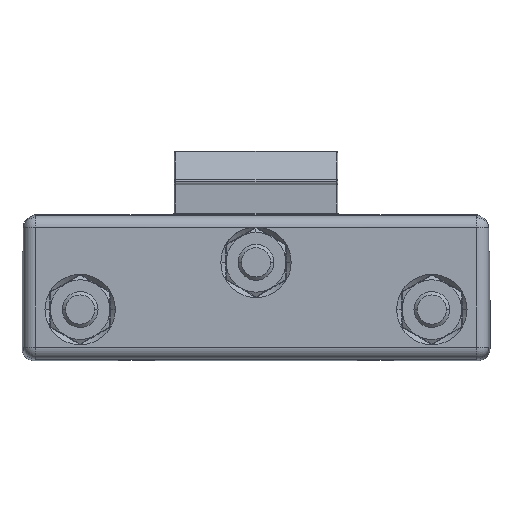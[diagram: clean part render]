
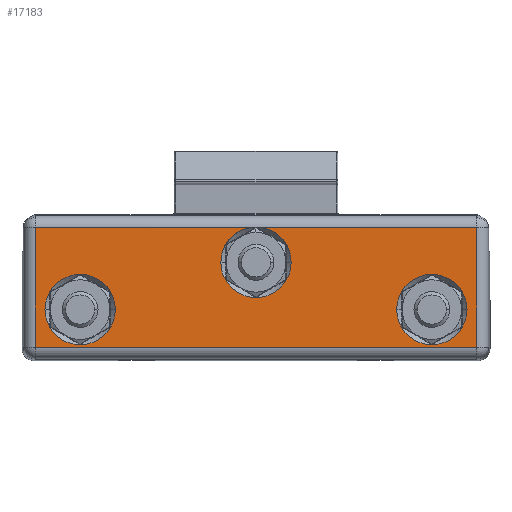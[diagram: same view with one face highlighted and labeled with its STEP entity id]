
A CAD part, top view. The second image highlights one B-rep face of the part: STEP entity #17183.
In plain terms, the highlighted planar face has unit normal (0, 0, 1).
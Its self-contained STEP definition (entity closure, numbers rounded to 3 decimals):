
#493 = CARTESIAN_POINT ( 'NONE',  ( -29.5, -3.714, 15.5 ) ) ;
#558 = AXIS2_PLACEMENT_3D ( 'NONE', #26398, #2081, #32387 ) ;
#889 = EDGE_LOOP ( 'NONE', ( #32864, #38685 ) ) ;
#944 = DIRECTION ( 'NONE',  ( 0., 0., -1. ) ) ;
#1224 = VECTOR ( 'NONE', #31039, 1000. ) ;
#1269 = EDGE_CURVE ( 'NONE', #22285, #9824, #6946, .T. ) ;
#1772 = ORIENTED_EDGE ( 'NONE', *, *, #9900, .T. ) ;
#2081 = DIRECTION ( 'NONE',  ( 0., 0., -1. ) ) ;
#2200 = EDGE_CURVE ( 'NONE', #9824, #22285, #23600, .T. ) ;
#2411 = CIRCLE ( 'NONE', #3331, 5.9 ) ;
#2652 = VERTEX_POINT ( 'NONE', #19772 ) ;
#2934 = VERTEX_POINT ( 'NONE', #33160 ) ;
#3009 = VERTEX_POINT ( 'NONE', #28078 ) ;
#3195 = CARTESIAN_POINT ( 'NONE',  ( -37.014, -10.014, 15.5 ) ) ;
#3331 = AXIS2_PLACEMENT_3D ( 'NONE', #38214, #4424, #22551 ) ;
#3585 = CARTESIAN_POINT ( 'NONE',  ( -39.25, -10.014, 15.5 ) ) ;
#3763 = ORIENTED_EDGE ( 'NONE', *, *, #1269, .T. ) ;
#3853 = VECTOR ( 'NONE', #31464, 1000. ) ;
#4424 = DIRECTION ( 'NONE',  ( 0., 0., -1. ) ) ;
#4517 = EDGE_CURVE ( 'NONE', #29472, #8077, #33994, .T. ) ;
#5124 = VECTOR ( 'NONE', #24591, 1000. ) ;
#5409 = DIRECTION ( 'NONE',  ( 1., 0., 0. ) ) ;
#5682 = CARTESIAN_POINT ( 'NONE',  ( -35.4, -3.714, 15.5 ) ) ;
#6001 = CARTESIAN_POINT ( 'NONE',  ( 35.4, -3.714, 15.5 ) ) ;
#6656 = CARTESIAN_POINT ( 'NONE',  ( 37.014, 10.014, 15.5 ) ) ;
#6946 = CIRCLE ( 'NONE', #9375, 5.9 ) ;
#7024 = DIRECTION ( 'NONE',  ( 0., 0., -1. ) ) ;
#7091 = EDGE_CURVE ( 'NONE', #19315, #3009, #27776, .T. ) ;
#7275 = DIRECTION ( 'NONE',  ( 0., 0., -1. ) ) ;
#7512 = DIRECTION ( 'NONE',  ( 0., -1., 0. ) ) ;
#7540 = AXIS2_PLACEMENT_3D ( 'NONE', #493, #24528, #36702 ) ;
#7779 = EDGE_CURVE ( 'NONE', #2652, #19315, #28187, .T. ) ;
#8001 = ORIENTED_EDGE ( 'NONE', *, *, #24609, .T. ) ;
#8077 = VERTEX_POINT ( 'NONE', #37528 ) ;
#8314 = DIRECTION ( 'NONE',  ( 0., 0., -1. ) ) ;
#8439 = EDGE_CURVE ( 'NONE', #8077, #29472, #23806, .T. ) ;
#8652 = CARTESIAN_POINT ( 'NONE',  ( -5.9, 4.214, 15.5 ) ) ;
#9054 = CARTESIAN_POINT ( 'NONE',  ( -39.25, -12.25, 15.5 ) ) ;
#9137 = AXIS2_PLACEMENT_3D ( 'NONE', #29942, #8314, #5409 ) ;
#9170 = EDGE_CURVE ( 'NONE', #16491, #2652, #32334, .T. ) ;
#9375 = AXIS2_PLACEMENT_3D ( 'NONE', #37602, #7024, #28389 ) ;
#9616 = ORIENTED_EDGE ( 'NONE', *, *, #35967, .T. ) ;
#9675 = CARTESIAN_POINT ( 'NONE',  ( -39.25, 10.014, 15.5 ) ) ;
#9804 = EDGE_LOOP ( 'NONE', ( #14436, #9616, #1772, #8001, #22988, #29950, #24673, #20073 ) ) ;
#9824 = VERTEX_POINT ( 'NONE', #6001 ) ;
#9900 = EDGE_CURVE ( 'NONE', #12515, #30627, #22194, .T. ) ;
#10140 = CARTESIAN_POINT ( 'NONE',  ( -37.014, -12.25, 15.5 ) ) ;
#10393 = DIRECTION ( 'NONE',  ( 0., 1., 0. ) ) ;
#11690 = PLANE ( 'NONE',  #37379 ) ;
#12515 = VERTEX_POINT ( 'NONE', #6656 ) ;
#13715 = CIRCLE ( 'NONE', #32811, 5.9 ) ;
#13860 = CARTESIAN_POINT ( 'NONE',  ( -1.08, 10.014, 15.5 ) ) ;
#14436 = ORIENTED_EDGE ( 'NONE', *, *, #7091, .T. ) ;
#14766 = FACE_BOUND ( 'NONE', #25392, .T. ) ;
#16491 = VERTEX_POINT ( 'NONE', #13860 ) ;
#16561 = CARTESIAN_POINT ( 'NONE',  ( 0., 4.214, 15.5 ) ) ;
#16896 = EDGE_CURVE ( 'NONE', #32388, #16491, #2411, .T. ) ;
#17183 = ADVANCED_FACE ( 'NONE', ( #31498, #14766, #31020 ), #11690, .T. ) ;
#18541 = ORIENTED_EDGE ( 'NONE', *, *, #2200, .T. ) ;
#19315 = VERTEX_POINT ( 'NONE', #3195 ) ;
#19772 = CARTESIAN_POINT ( 'NONE',  ( -37.014, 10.014, 15.5 ) ) ;
#20073 = ORIENTED_EDGE ( 'NONE', *, *, #7779, .T. ) ;
#21730 = VECTOR ( 'NONE', #10393, 1000. ) ;
#22194 = LINE ( 'NONE', #9675, #1224 ) ;
#22285 = VERTEX_POINT ( 'NONE', #32717 ) ;
#22551 = DIRECTION ( 'NONE',  ( 1., 0., 0. ) ) ;
#22988 = ORIENTED_EDGE ( 'NONE', *, *, #30562, .T. ) ;
#23600 = CIRCLE ( 'NONE', #9137, 5.9 ) ;
#23806 = CIRCLE ( 'NONE', #7540, 5.9 ) ;
#24528 = DIRECTION ( 'NONE',  ( 0., 0., -1. ) ) ;
#24591 = DIRECTION ( 'NONE',  ( -1., 0., 0. ) ) ;
#24609 = EDGE_CURVE ( 'NONE', #30627, #2934, #39606, .T. ) ;
#24673 = ORIENTED_EDGE ( 'NONE', *, *, #9170, .T. ) ;
#25392 = EDGE_LOOP ( 'NONE', ( #18541, #3763 ) ) ;
#25649 = CARTESIAN_POINT ( 'NONE',  ( 37.014, -12.25, 15.5 ) ) ;
#26398 = CARTESIAN_POINT ( 'NONE',  ( -29.5, -3.714, 15.5 ) ) ;
#27776 = LINE ( 'NONE', #3585, #3853 ) ;
#28078 = CARTESIAN_POINT ( 'NONE',  ( 37.014, -10.014, 15.5 ) ) ;
#28187 = LINE ( 'NONE', #10140, #29111 ) ;
#28389 = DIRECTION ( 'NONE',  ( 1., 0., 0. ) ) ;
#28597 = CARTESIAN_POINT ( 'NONE',  ( 0., 4.214, 15.5 ) ) ;
#28759 = AXIS2_PLACEMENT_3D ( 'NONE', #28597, #944, #28838 ) ;
#28838 = DIRECTION ( 'NONE',  ( 1., 0., 0. ) ) ;
#29111 = VECTOR ( 'NONE', #7512, 1000. ) ;
#29472 = VERTEX_POINT ( 'NONE', #5682 ) ;
#29862 = LINE ( 'NONE', #25649, #21730 ) ;
#29942 = CARTESIAN_POINT ( 'NONE',  ( 29.5, -3.714, 15.5 ) ) ;
#29950 = ORIENTED_EDGE ( 'NONE', *, *, #16896, .T. ) ;
#30145 = DIRECTION ( 'NONE',  ( 0., 0., 1. ) ) ;
#30562 = EDGE_CURVE ( 'NONE', #2934, #32388, #13715, .T. ) ;
#30627 = VERTEX_POINT ( 'NONE', #35563 ) ;
#31020 = FACE_OUTER_BOUND ( 'NONE', #9804, .T. ) ;
#31039 = DIRECTION ( 'NONE',  ( -1., 0., 0. ) ) ;
#31464 = DIRECTION ( 'NONE',  ( 1., 0., 0. ) ) ;
#31498 = FACE_BOUND ( 'NONE', #889, .T. ) ;
#32334 = LINE ( 'NONE', #36245, #5124 ) ;
#32387 = DIRECTION ( 'NONE',  ( 1., 0., 0. ) ) ;
#32388 = VERTEX_POINT ( 'NONE', #8652 ) ;
#32717 = CARTESIAN_POINT ( 'NONE',  ( 23.6, -3.714, 15.5 ) ) ;
#32811 = AXIS2_PLACEMENT_3D ( 'NONE', #16561, #7275, #37987 ) ;
#32864 = ORIENTED_EDGE ( 'NONE', *, *, #8439, .T. ) ;
#33160 = CARTESIAN_POINT ( 'NONE',  ( 5.9, 4.214, 15.5 ) ) ;
#33994 = CIRCLE ( 'NONE', #558, 5.9 ) ;
#35563 = CARTESIAN_POINT ( 'NONE',  ( 1.08, 10.014, 15.5 ) ) ;
#35967 = EDGE_CURVE ( 'NONE', #3009, #12515, #29862, .T. ) ;
#36245 = CARTESIAN_POINT ( 'NONE',  ( -39.25, 10.014, 15.5 ) ) ;
#36571 = DIRECTION ( 'NONE',  ( 1., 0., 0. ) ) ;
#36702 = DIRECTION ( 'NONE',  ( 1., 0., 0. ) ) ;
#37379 = AXIS2_PLACEMENT_3D ( 'NONE', #9054, #30145, #36571 ) ;
#37528 = CARTESIAN_POINT ( 'NONE',  ( -23.6, -3.714, 15.5 ) ) ;
#37602 = CARTESIAN_POINT ( 'NONE',  ( 29.5, -3.714, 15.5 ) ) ;
#37987 = DIRECTION ( 'NONE',  ( 1., 0., 0. ) ) ;
#38214 = CARTESIAN_POINT ( 'NONE',  ( 0., 4.214, 15.5 ) ) ;
#38685 = ORIENTED_EDGE ( 'NONE', *, *, #4517, .T. ) ;
#39606 = CIRCLE ( 'NONE', #28759, 5.9 ) ;
